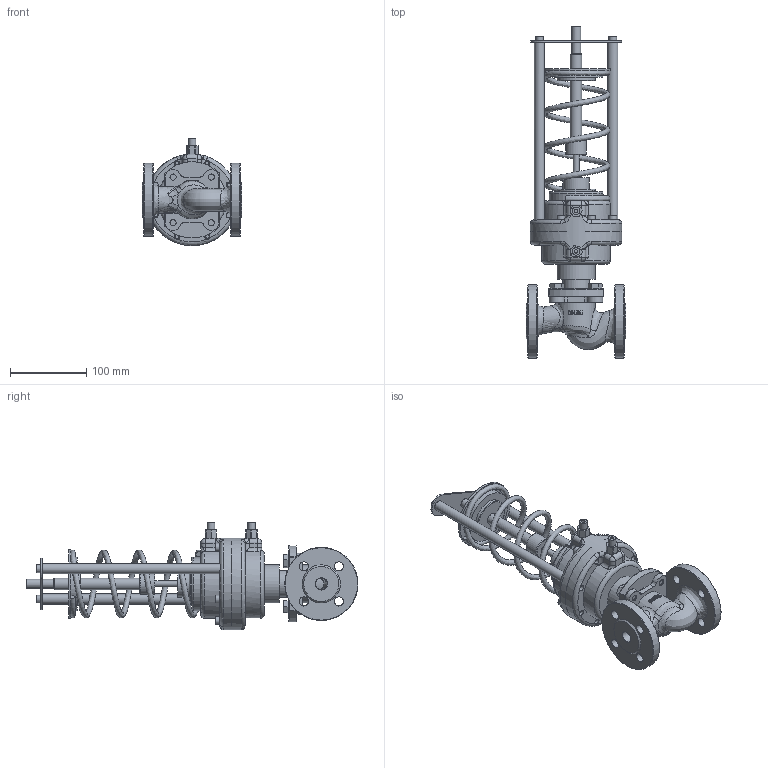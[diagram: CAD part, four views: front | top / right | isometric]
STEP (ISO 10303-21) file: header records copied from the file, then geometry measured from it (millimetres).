
FILE_DESCRIPTION(/* description */ (''),/* implementation_level */ '2;1');
FILE_NAME(/* name */ 'DN15_3D_STEP.stp',/* time_stamp */ '2025-12-17T00:06:32+03:00',/* author */ ('igorr'),/* organization */ (''),/* preprocessor_version */ 'ST-DEVELOPER v20',/* originating_system */ 'Autodesk Inventor 2025',/* authorisation */ '');
FILE_SCHEMA (('AUTOMOTIVE_DESIGN { 1 0 10303 214 3 1 1 }'));
Length unit declared in the file: millimetre
Products named in the file (5): Сборка; Деталь1; Деталь2; AS 1110 - M10 x 16; AS 1420 - 1973 - M6 x 10
Assembly tree (14 placements, depth 2):
  Сборка
    Деталь1
    Деталь2
    AS 1110 - M10 x 16  x4
    AS 1420 - 1973 - M6 x 10  x8
Bounding box: 130 x 435 x 140.75 mm (x, y, z)
Volume: 1431390.6 mm3; surface area: 243314.6 mm2
Topology: 14 solids, 15 shells, 564 faces, 1425 edges, 913 vertices
Faces by surface type: plane 257, cylinder 148, bspline 61, cone 55, torus 35, sphere 8
Full cylindrical faces by diameter (mm): 4.49 x2, 4.902 x1, 6 x8, 7 x17, 8 x5, 9.994 x2, 10 x12, 11 x4, 12 x10, 13.036 x1, 13.497 x1, 15 x4, 16 x4, 27 x1, 34.526 x1, 35 x1, 50 x3, 60 x1, 70 x2, 90 x1, 96 x2, 120 x1
Entity records: 28288 total; most frequent: CARTESIAN_POINT 18328, ORIENTED_EDGE 2018, DIRECTION 1923, EDGE_CURVE 1009, AXIS2_PLACEMENT_3D 785, VERTEX_POINT 655, EDGE_LOOP 478, CIRCLE 397
